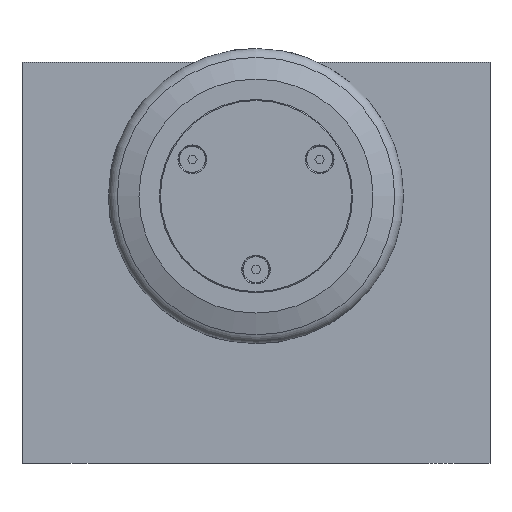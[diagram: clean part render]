
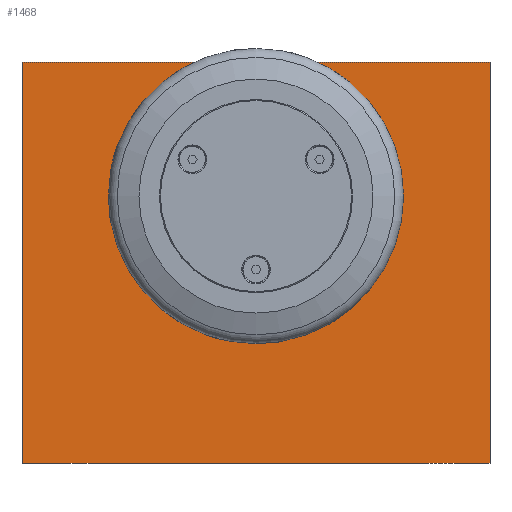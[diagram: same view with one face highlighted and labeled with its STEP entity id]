
A CAD part, front view. The second image highlights one B-rep face of the part: STEP entity #1468.
In plain terms, the highlighted planar face has unit normal (0, -1, 0).
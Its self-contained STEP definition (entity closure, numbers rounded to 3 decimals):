
#50=FACE_BOUND('',#310,.T.);
#117=CIRCLE('',#1633,29.);
#204=FACE_OUTER_BOUND('',#309,.T.);
#309=EDGE_LOOP('',(#1264,#1265,#1266,#1267));
#310=EDGE_LOOP('',(#1268));
#400=LINE('',#2373,#533);
#405=LINE('',#2387,#538);
#423=LINE('',#2453,#556);
#426=LINE('',#2457,#559);
#533=VECTOR('',#1920,10.);
#538=VECTOR('',#1931,10.);
#556=VECTOR('',#1989,10.);
#559=VECTOR('',#1994,10.);
#678=VERTEX_POINT('',#2370);
#679=VERTEX_POINT('',#2372);
#685=VERTEX_POINT('',#2386);
#713=VERTEX_POINT('',#2452);
#722=VERTEX_POINT('',#2486);
#854=EDGE_CURVE('',#679,#678,#400,.T.);
#861=EDGE_CURVE('',#685,#679,#405,.T.);
#894=EDGE_CURVE('',#685,#713,#423,.T.);
#897=EDGE_CURVE('',#713,#678,#426,.T.);
#911=EDGE_CURVE('',#722,#722,#117,.T.);
#1264=ORIENTED_EDGE('',*,*,#854,.T.);
#1265=ORIENTED_EDGE('',*,*,#897,.F.);
#1266=ORIENTED_EDGE('',*,*,#894,.F.);
#1267=ORIENTED_EDGE('',*,*,#861,.T.);
#1268=ORIENTED_EDGE('',*,*,#911,.T.);
#1391=PLANE('',#1632);
#1468=ADVANCED_FACE('',(#204,#50),#1391,.T.);
#1632=AXIS2_PLACEMENT_3D('',#2485,#2020,#2021);
#1633=AXIS2_PLACEMENT_3D('',#2487,#2022,#2023);
#1920=DIRECTION('',(0.,0.,1.));
#1931=DIRECTION('',(1.,0.,0.));
#1989=DIRECTION('',(0.,0.,1.));
#1994=DIRECTION('',(1.,0.,0.));
#2020=DIRECTION('center_axis',(0.,-1.,0.));
#2021=DIRECTION('ref_axis',(0.,0.,-1.));
#2022=DIRECTION('center_axis',(0.,1.,0.));
#2023=DIRECTION('ref_axis',(-1.,0.,0.));
#2370=CARTESIAN_POINT('',(140.,0.,120.));
#2372=CARTESIAN_POINT('',(140.,0.,0.));
#2373=CARTESIAN_POINT('',(140.,0.,0.));
#2386=CARTESIAN_POINT('',(0.,0.,0.));
#2387=CARTESIAN_POINT('',(0.,0.,0.));
#2452=CARTESIAN_POINT('',(0.,0.,120.));
#2453=CARTESIAN_POINT('',(0.,0.,0.));
#2457=CARTESIAN_POINT('',(0.,0.,120.));
#2485=CARTESIAN_POINT('Origin',(0.,0.,0.));
#2486=CARTESIAN_POINT('',(99.,0.,80.));
#2487=CARTESIAN_POINT('Origin',(70.,0.,80.));
